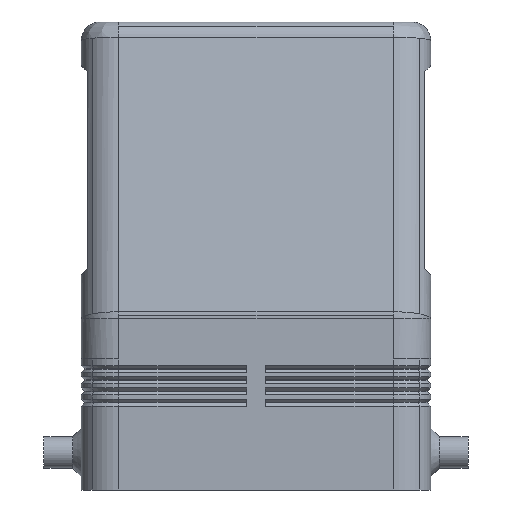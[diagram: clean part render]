
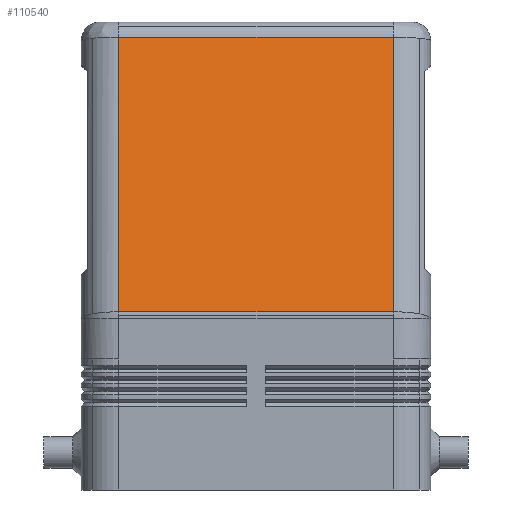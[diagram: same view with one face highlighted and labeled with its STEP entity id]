
A CAD part, left-side view. The second image highlights one B-rep face of the part: STEP entity #110540.
In plain terms, the highlighted planar face has unit normal (-0.982, 0, 0.188).
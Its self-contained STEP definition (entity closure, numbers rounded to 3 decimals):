
#35870=CARTESIAN_POINT('',(-32.466,-22.,72.564));
#35880=VERTEX_POINT('',#35870);
#35910=CARTESIAN_POINT('',(-32.466,22.,72.564));
#35920=DIRECTION('',(0.,-1.,0.));
#35930=VECTOR('',#35920,44.);
#35940=LINE('',#35910,#35930);
#35950=CARTESIAN_POINT('',(-32.466,22.,72.564));
#35960=VERTEX_POINT('',#35950);
#35970=EDGE_CURVE('',#35960,#35880,#35940,.T.);
#93290=CARTESIAN_POINT('',(-40.893,-22.,28.559));
#93300=VERTEX_POINT('',#93290);
#93690=CARTESIAN_POINT('',(-40.893,22.,28.559));
#93700=VERTEX_POINT('',#93690);
#93730=CARTESIAN_POINT('',(-40.893,-22.,28.559));
#93740=DIRECTION('',(0.,1.,0.));
#93750=VECTOR('',#93740,44.);
#93760=LINE('',#93730,#93750);
#93770=EDGE_CURVE('',#93300,#93700,#93760,.T.);
#94960=CARTESIAN_POINT('',(-32.466,-22.,72.564));
#94970=DIRECTION('',(-0.188,0.,-0.982));
#94980=VECTOR('',#94970,44.805);
#94990=LINE('',#94960,#94980);
#95000=EDGE_CURVE('',#35880,#93300,#94990,.T.);
#100430=CARTESIAN_POINT('',(-40.893,22.,28.559));
#100440=DIRECTION('',(0.188,0.,0.982));
#100450=VECTOR('',#100440,44.805);
#100460=LINE('',#100430,#100450);
#100470=EDGE_CURVE('',#93700,#35960,#100460,.T.);
#110430=CARTESIAN_POINT('',(-32.,0.,75.));
#110440=DIRECTION('',(-0.982,0.,0.188));
#110450=DIRECTION('',(0.188,0.,0.982));
#110460=AXIS2_PLACEMENT_3D('',#110430,#110440,#110450);
#110470=PLANE('',#110460);
#110480=ORIENTED_EDGE('',*,*,#100470,.F.);
#110490=ORIENTED_EDGE('',*,*,#35970,.F.);
#110500=ORIENTED_EDGE('',*,*,#95000,.F.);
#110510=ORIENTED_EDGE('',*,*,#93770,.F.);
#110520=EDGE_LOOP('',(#110510,#110500,#110490,#110480));
#110530=FACE_OUTER_BOUND('',#110520,.T.);
#110540=ADVANCED_FACE('',(#110530),#110470,.T.);
